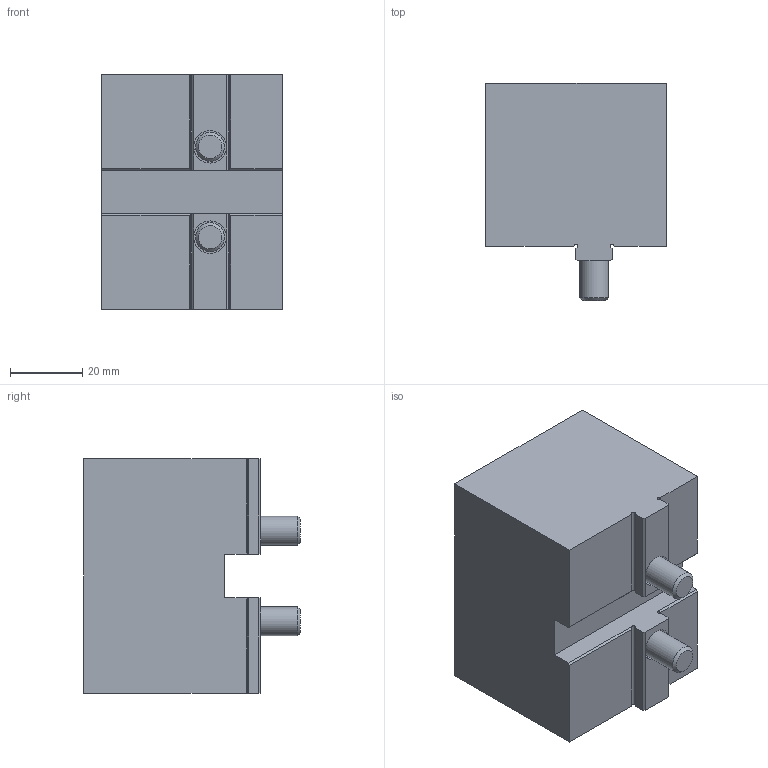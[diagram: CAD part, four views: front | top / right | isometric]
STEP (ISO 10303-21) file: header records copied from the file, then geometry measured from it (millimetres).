
FILE_DESCRIPTION((''),'2;1');
FILE_NAME('311-0065-001.stp','2011-05-30T16:55:02',('Meier'),(''),'Autodesk Inventor 2011','Autodesk Inventor 2011','');
FILE_SCHEMA(('AUTOMOTIVE_DESIGN { 1 0 10303 214 1 1 1 1 }'));
Length unit declared in the file: millimetre
Products named in the file (3): 311-0065-001; 5130-0065-003; DIN 912  - ersetzt durch DIN EN ISO 4762 M8 x 25
Assembly tree (3 placements, depth 2):
  311-0065-001
    5130-0065-003
    DIN 912  - ersetzt durch DIN EN ISO 4762 M8 x 25  x2
Bounding box: 50 x 60 x 65 mm (x, y, z)
Volume: 136435.9 mm3; surface area: 24139.3 mm2
Topology: 3 solids, 3 shells, 74 faces, 186 edges, 120 vertices
Faces by surface type: plane 56, cylinder 12, cone 4, torus 2
Full cylindrical faces by diameter (mm): 8 x2, 9 x2, 13 x2, 14 x2
Entity records: 1861 total; most frequent: CARTESIAN_POINT 324, DIRECTION 300, ORIENTED_EDGE 292, EDGE_CURVE 146, VECTOR 112, LINE 112, VERTEX_POINT 100, AXIS2_PLACEMENT_3D 94
